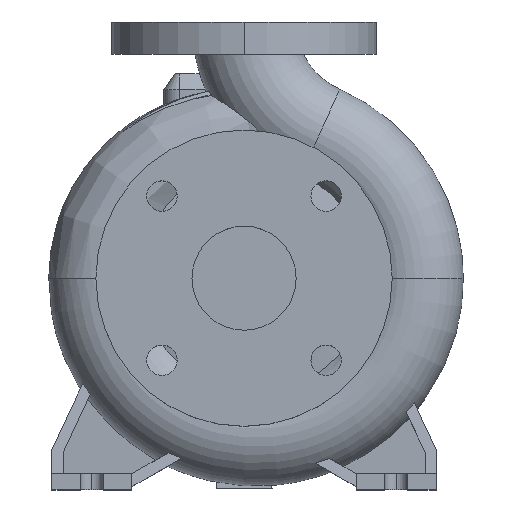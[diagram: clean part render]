
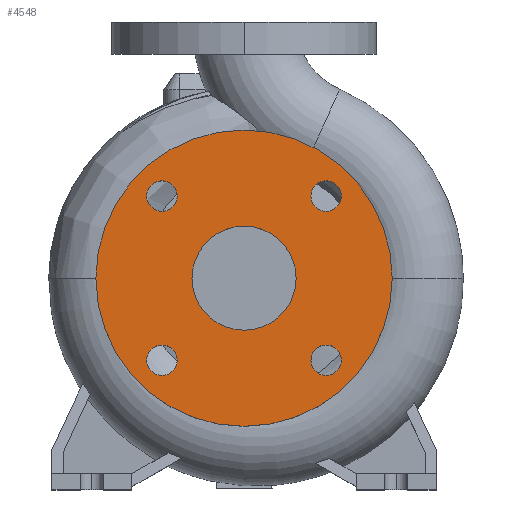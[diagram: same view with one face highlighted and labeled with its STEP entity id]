
A CAD part, top view. The second image highlights one B-rep face of the part: STEP entity #4548.
In plain terms, the highlighted planar face has unit normal (0, 0, 1).
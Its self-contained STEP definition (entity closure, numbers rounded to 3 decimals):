
#107 = DIRECTION ( 'NONE',  ( 1., 0., 0. ) ) ;
#387 = ORIENTED_EDGE ( 'NONE', *, *, #488, .F. ) ;
#399 = FACE_BOUND ( 'NONE', #1550, .T. ) ;
#488 = EDGE_CURVE ( 'NONE', #4418, #10027, #2854, .T. ) ;
#789 = VERTEX_POINT ( 'NONE', #6176 ) ;
#909 = CARTESIAN_POINT ( 'NONE',  ( 32.5, 0., 100. ) ) ;
#1085 = ORIENTED_EDGE ( 'NONE', *, *, #4187, .F. ) ;
#1105 = CIRCLE ( 'NONE', #11703, 92.5 ) ;
#1261 = CIRCLE ( 'NONE', #12550, 9.5 ) ;
#1268 = ORIENTED_EDGE ( 'NONE', *, *, #10785, .T. ) ;
#1280 = FACE_OUTER_BOUND ( 'NONE', #14004, .T. ) ;
#1370 = EDGE_CURVE ( 'NONE', #10384, #13904, #7709, .T. ) ;
#1423 = CIRCLE ( 'NONE', #7397, 92.5 ) ;
#1430 = ORIENTED_EDGE ( 'NONE', *, *, #4636, .T. ) ;
#1528 = AXIS2_PLACEMENT_3D ( 'NONE', #9345, #1558, #5950 ) ;
#1550 = EDGE_LOOP ( 'NONE', ( #4860, #13422 ) ) ;
#1558 = DIRECTION ( 'NONE',  ( 0., 0., 1. ) ) ;
#1560 = FACE_BOUND ( 'NONE', #2357, .T. ) ;
#1785 = CIRCLE ( 'NONE', #3624, 32.5 ) ;
#1808 = DIRECTION ( 'NONE',  ( 0., 0., 1. ) ) ;
#1839 = CARTESIAN_POINT ( 'NONE',  ( 0., 0., 100. ) ) ;
#1986 = DIRECTION ( 'NONE',  ( 0., 0., 1. ) ) ;
#2127 = DIRECTION ( 'NONE',  ( 1., 0., 0. ) ) ;
#2178 = EDGE_CURVE ( 'NONE', #6353, #13939, #7732, .T. ) ;
#2347 = ORIENTED_EDGE ( 'NONE', *, *, #2178, .F. ) ;
#2357 = EDGE_LOOP ( 'NONE', ( #5037, #14084 ) ) ;
#2572 = FACE_BOUND ( 'NONE', #6415, .T. ) ;
#2854 = CIRCLE ( 'NONE', #5854, 32.5 ) ;
#3205 = CARTESIAN_POINT ( 'NONE',  ( 0., 0., 100. ) ) ;
#3207 = CARTESIAN_POINT ( 'NONE',  ( -60.765, -51.265, 100. ) ) ;
#3333 = EDGE_CURVE ( 'NONE', #8636, #8653, #3826, .T. ) ;
#3350 = CARTESIAN_POINT ( 'NONE',  ( 41.765, 51.265, 100. ) ) ;
#3492 = CARTESIAN_POINT ( 'NONE',  ( -51.265, -51.265, 100. ) ) ;
#3624 = AXIS2_PLACEMENT_3D ( 'NONE', #12907, #11668, #3939 ) ;
#3826 = CIRCLE ( 'NONE', #4983, 9.5 ) ;
#3891 = DIRECTION ( 'NONE',  ( 1., 0., 0. ) ) ;
#3906 = DIRECTION ( 'NONE',  ( 1., 0., 0. ) ) ;
#3939 = DIRECTION ( 'NONE',  ( 1., 0., 0. ) ) ;
#4003 = CARTESIAN_POINT ( 'NONE',  ( -51.265, 51.265, 100. ) ) ;
#4187 = EDGE_CURVE ( 'NONE', #10027, #4418, #1785, .T. ) ;
#4409 = EDGE_CURVE ( 'NONE', #13939, #6353, #12404, .T. ) ;
#4418 = VERTEX_POINT ( 'NONE', #909 ) ;
#4548 = ADVANCED_FACE ( 'NONE', ( #399, #2572, #4799, #1280, #1560, #11300 ), #12389, .F. ) ;
#4636 = EDGE_CURVE ( 'NONE', #789, #12822, #1105, .T. ) ;
#4709 = CARTESIAN_POINT ( 'NONE',  ( 51.265, -51.265, 100. ) ) ;
#4799 = FACE_BOUND ( 'NONE', #8583, .T. ) ;
#4860 = ORIENTED_EDGE ( 'NONE', *, *, #1370, .F. ) ;
#4936 = CARTESIAN_POINT ( 'NONE',  ( -60.765, 51.265, 100. ) ) ;
#4983 = AXIS2_PLACEMENT_3D ( 'NONE', #4709, #11628, #3906 ) ;
#5037 = ORIENTED_EDGE ( 'NONE', *, *, #5187, .F. ) ;
#5086 = DIRECTION ( 'NONE',  ( 0., 0., 1. ) ) ;
#5133 = DIRECTION ( 'NONE',  ( 0., 0., 1. ) ) ;
#5187 = EDGE_CURVE ( 'NONE', #9674, #14128, #6405, .T. ) ;
#5658 = AXIS2_PLACEMENT_3D ( 'NONE', #8311, #5133, #12724 ) ;
#5673 = CARTESIAN_POINT ( 'NONE',  ( 0., 92.5, 100. ) ) ;
#5732 = DIRECTION ( 'NONE',  ( 0., 0., 1. ) ) ;
#5742 = DIRECTION ( 'NONE',  ( 0., 0., -1. ) ) ;
#5854 = AXIS2_PLACEMENT_3D ( 'NONE', #9385, #1808, #3891 ) ;
#5950 = DIRECTION ( 'NONE',  ( 1., 0., 0. ) ) ;
#6028 = CARTESIAN_POINT ( 'NONE',  ( -32.5, 0., 100. ) ) ;
#6114 = CIRCLE ( 'NONE', #1528, 9.5 ) ;
#6176 = CARTESIAN_POINT ( 'NONE',  ( -92.5, 0., 100. ) ) ;
#6353 = VERTEX_POINT ( 'NONE', #12397 ) ;
#6379 = DIRECTION ( 'NONE',  ( 1., 0., 0. ) ) ;
#6405 = CIRCLE ( 'NONE', #11933, 9.5 ) ;
#6415 = EDGE_LOOP ( 'NONE', ( #2347, #7143 ) ) ;
#6807 = DIRECTION ( 'NONE',  ( 1., 0., 0. ) ) ;
#7143 = ORIENTED_EDGE ( 'NONE', *, *, #4409, .F. ) ;
#7314 = AXIS2_PLACEMENT_3D ( 'NONE', #10864, #7835, #12248 ) ;
#7397 = AXIS2_PLACEMENT_3D ( 'NONE', #3205, #8554, #2127 ) ;
#7709 = CIRCLE ( 'NONE', #10032, 9.5 ) ;
#7732 = CIRCLE ( 'NONE', #5658, 9.5 ) ;
#7835 = DIRECTION ( 'NONE',  ( 0., 0., 1. ) ) ;
#8119 = DIRECTION ( 'NONE',  ( -1., 0., 0. ) ) ;
#8311 = CARTESIAN_POINT ( 'NONE',  ( 51.265, 51.265, 100. ) ) ;
#8554 = DIRECTION ( 'NONE',  ( 0., 0., 1. ) ) ;
#8583 = EDGE_LOOP ( 'NONE', ( #387, #1085 ) ) ;
#8636 = VERTEX_POINT ( 'NONE', #10071 ) ;
#8653 = VERTEX_POINT ( 'NONE', #14254 ) ;
#8933 = CARTESIAN_POINT ( 'NONE',  ( -41.765, -51.265, 100. ) ) ;
#8997 = DIRECTION ( 'NONE',  ( 0., 0., 1. ) ) ;
#9345 = CARTESIAN_POINT ( 'NONE',  ( 51.265, -51.265, 100. ) ) ;
#9385 = CARTESIAN_POINT ( 'NONE',  ( 0., 0., 100. ) ) ;
#9674 = VERTEX_POINT ( 'NONE', #11677 ) ;
#9808 = ORIENTED_EDGE ( 'NONE', *, *, #3333, .F. ) ;
#9996 = DIRECTION ( 'NONE',  ( 0., 0., 1. ) ) ;
#10005 = DIRECTION ( 'NONE',  ( 1., 0., 0. ) ) ;
#10027 = VERTEX_POINT ( 'NONE', #6028 ) ;
#10032 = AXIS2_PLACEMENT_3D ( 'NONE', #10995, #5732, #6807 ) ;
#10071 = CARTESIAN_POINT ( 'NONE',  ( 60.765, -51.265, 100. ) ) ;
#10302 = EDGE_CURVE ( 'NONE', #13904, #10384, #11771, .T. ) ;
#10384 = VERTEX_POINT ( 'NONE', #8933 ) ;
#10658 = ORIENTED_EDGE ( 'NONE', *, *, #14102, .F. ) ;
#10785 = EDGE_CURVE ( 'NONE', #12822, #789, #1423, .T. ) ;
#10841 = AXIS2_PLACEMENT_3D ( 'NONE', #3492, #9996, #107 ) ;
#10864 = CARTESIAN_POINT ( 'NONE',  ( 51.265, 51.265, 100. ) ) ;
#10995 = CARTESIAN_POINT ( 'NONE',  ( -51.265, -51.265, 100. ) ) ;
#11247 = AXIS2_PLACEMENT_3D ( 'NONE', #5673, #5742, #8119 ) ;
#11300 = FACE_BOUND ( 'NONE', #13617, .T. ) ;
#11366 = CARTESIAN_POINT ( 'NONE',  ( 92.5, 0., 100. ) ) ;
#11514 = DIRECTION ( 'NONE',  ( 1., 0., 0. ) ) ;
#11628 = DIRECTION ( 'NONE',  ( 0., 0., 1. ) ) ;
#11668 = DIRECTION ( 'NONE',  ( 0., 0., 1. ) ) ;
#11677 = CARTESIAN_POINT ( 'NONE',  ( -41.765, 51.265, 100. ) ) ;
#11703 = AXIS2_PLACEMENT_3D ( 'NONE', #1839, #5086, #11514 ) ;
#11771 = CIRCLE ( 'NONE', #10841, 9.5 ) ;
#11933 = AXIS2_PLACEMENT_3D ( 'NONE', #14266, #8997, #10005 ) ;
#12248 = DIRECTION ( 'NONE',  ( 1., 0., 0. ) ) ;
#12389 = PLANE ( 'NONE',  #11247 ) ;
#12397 = CARTESIAN_POINT ( 'NONE',  ( 60.765, 51.265, 100. ) ) ;
#12404 = CIRCLE ( 'NONE', #7314, 9.5 ) ;
#12550 = AXIS2_PLACEMENT_3D ( 'NONE', #4003, #1986, #6379 ) ;
#12588 = EDGE_CURVE ( 'NONE', #14128, #9674, #1261, .T. ) ;
#12724 = DIRECTION ( 'NONE',  ( 1., 0., 0. ) ) ;
#12822 = VERTEX_POINT ( 'NONE', #11366 ) ;
#12907 = CARTESIAN_POINT ( 'NONE',  ( 0., 0., 100. ) ) ;
#13422 = ORIENTED_EDGE ( 'NONE', *, *, #10302, .F. ) ;
#13617 = EDGE_LOOP ( 'NONE', ( #9808, #10658 ) ) ;
#13904 = VERTEX_POINT ( 'NONE', #3207 ) ;
#13939 = VERTEX_POINT ( 'NONE', #3350 ) ;
#14004 = EDGE_LOOP ( 'NONE', ( #1268, #1430 ) ) ;
#14084 = ORIENTED_EDGE ( 'NONE', *, *, #12588, .F. ) ;
#14102 = EDGE_CURVE ( 'NONE', #8653, #8636, #6114, .T. ) ;
#14128 = VERTEX_POINT ( 'NONE', #4936 ) ;
#14254 = CARTESIAN_POINT ( 'NONE',  ( 41.765, -51.265, 100. ) ) ;
#14266 = CARTESIAN_POINT ( 'NONE',  ( -51.265, 51.265, 100. ) ) ;
